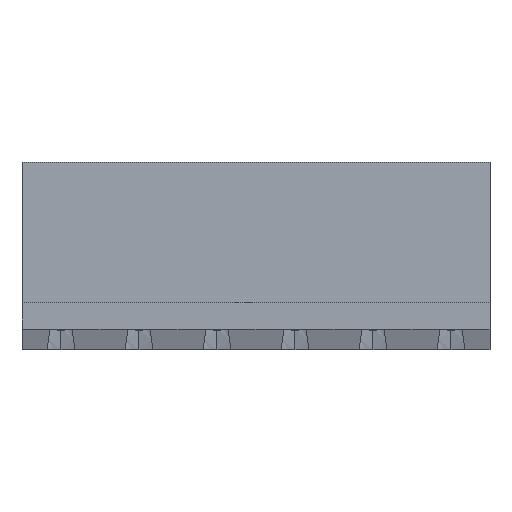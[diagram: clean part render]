
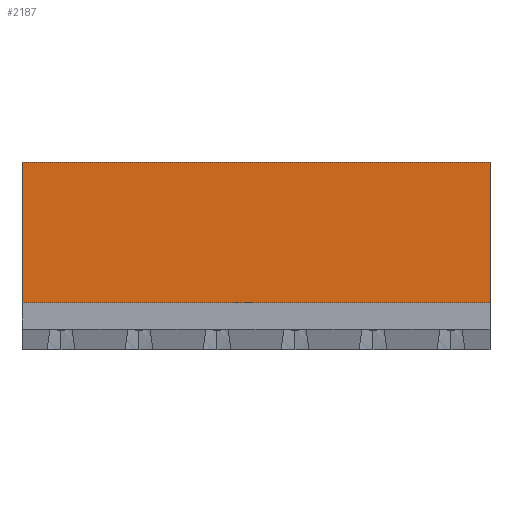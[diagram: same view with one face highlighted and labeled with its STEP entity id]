
A CAD part, top view. The second image highlights one B-rep face of the part: STEP entity #2187.
In plain terms, the highlighted planar face has unit normal (0, 0, 1).
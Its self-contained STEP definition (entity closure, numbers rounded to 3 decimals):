
#2160 = EDGE_CURVE('',#2161,#2163,#2165,.T.);
#2161 = VERTEX_POINT('',#2162);
#2162 = CARTESIAN_POINT('',(5.,-7.,7.74));
#2163 = VERTEX_POINT('',#2164);
#2164 = CARTESIAN_POINT('',(-25.,-7.,7.74));
#2165 = LINE('',#2166,#2167);
#2166 = CARTESIAN_POINT('',(5.,-7.,7.74));
#2167 = VECTOR('',#2168,1.);
#2168 = DIRECTION('',(-1.,0.,0.));
#2187 = ADVANCED_FACE('',(#2188),#2213,.F.);
#2188 = FACE_BOUND('',#2189,.T.);
#2189 = EDGE_LOOP('',(#2190,#2200,#2206,#2207));
#2190 = ORIENTED_EDGE('',*,*,#2191,.F.);
#2191 = EDGE_CURVE('',#2192,#2194,#2196,.T.);
#2192 = VERTEX_POINT('',#2193);
#2193 = CARTESIAN_POINT('',(-25.,2.,7.74));
#2194 = VERTEX_POINT('',#2195);
#2195 = CARTESIAN_POINT('',(5.,2.,7.74));
#2196 = LINE('',#2197,#2198);
#2197 = CARTESIAN_POINT('',(-5.,2.,7.74));
#2198 = VECTOR('',#2199,1.);
#2199 = DIRECTION('',(1.,0.,0.));
#2200 = ORIENTED_EDGE('',*,*,#2201,.F.);
#2201 = EDGE_CURVE('',#2163,#2192,#2202,.T.);
#2202 = LINE('',#2203,#2204);
#2203 = CARTESIAN_POINT('',(-25.,-7.,7.74));
#2204 = VECTOR('',#2205,1.);
#2205 = DIRECTION('',(0.,1.,0.));
#2206 = ORIENTED_EDGE('',*,*,#2160,.F.);
#2207 = ORIENTED_EDGE('',*,*,#2208,.T.);
#2208 = EDGE_CURVE('',#2161,#2194,#2209,.T.);
#2209 = LINE('',#2210,#2211);
#2210 = CARTESIAN_POINT('',(5.,-7.,7.74));
#2211 = VECTOR('',#2212,1.);
#2212 = DIRECTION('',(0.,1.,0.));
#2213 = PLANE('',#2214);
#2214 = AXIS2_PLACEMENT_3D('',#2215,#2216,#2217);
#2215 = CARTESIAN_POINT('',(15.,-7.,7.74));
#2216 = DIRECTION('',(0.,0.,-1.));
#2217 = DIRECTION('',(0.,1.,0.));
